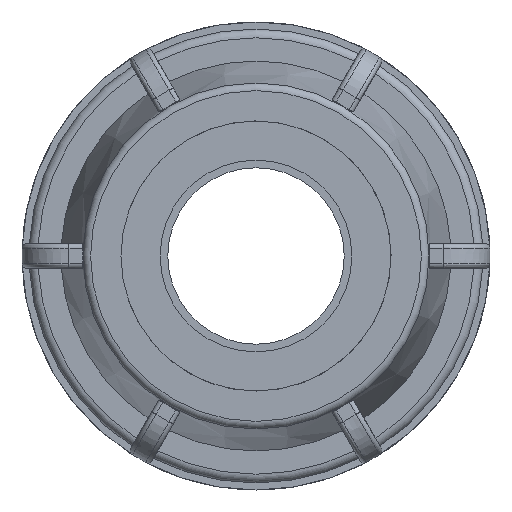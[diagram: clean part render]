
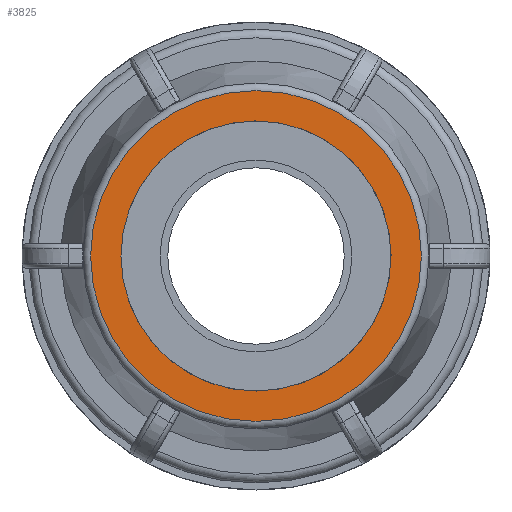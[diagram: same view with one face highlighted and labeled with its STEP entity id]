
A CAD part, left-side view. The second image highlights one B-rep face of the part: STEP entity #3825.
In plain terms, the highlighted planar face has unit normal (-1, 0, 0).
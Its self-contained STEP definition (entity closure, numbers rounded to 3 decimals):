
#204=FACE_BOUND('',#687,.T.);
#269=PLANE('',#4188);
#439=FACE_OUTER_BOUND('',#686,.T.);
#686=EDGE_LOOP('',(#3117));
#687=EDGE_LOOP('',(#3118));
#1388=CIRCLE('',#4185,21.561);
#1390=CIRCLE('',#4189,17.6);
#1707=VERTEX_POINT('',#6910);
#1709=VERTEX_POINT('',#6916);
#2204=EDGE_CURVE('',#1707,#1707,#1388,.T.);
#2206=EDGE_CURVE('',#1709,#1709,#1390,.T.);
#3117=ORIENTED_EDGE('',*,*,#2204,.F.);
#3118=ORIENTED_EDGE('',*,*,#2206,.T.);
#3825=ADVANCED_FACE('',(#439,#204),#269,.F.);
#4185=AXIS2_PLACEMENT_3D('',#6911,#5033,#5034);
#4188=AXIS2_PLACEMENT_3D('',#6915,#5039,#5040);
#4189=AXIS2_PLACEMENT_3D('',#6917,#5041,#5042);
#5033=DIRECTION('center_axis',(1.,0.,0.));
#5034=DIRECTION('ref_axis',(0.,-1.,0.));
#5039=DIRECTION('center_axis',(1.,0.,0.));
#5040=DIRECTION('ref_axis',(0.,0.,-1.));
#5041=DIRECTION('center_axis',(1.,0.,0.));
#5042=DIRECTION('ref_axis',(0.,0.,-1.));
#6910=CARTESIAN_POINT('',(-57.,21.561,0.));
#6911=CARTESIAN_POINT('Origin',(-57.,0.,0.));
#6915=CARTESIAN_POINT('Origin',(-57.,17.6,0.));
#6916=CARTESIAN_POINT('',(-57.,17.6,0.));
#6917=CARTESIAN_POINT('Origin',(-57.,0.,0.));
